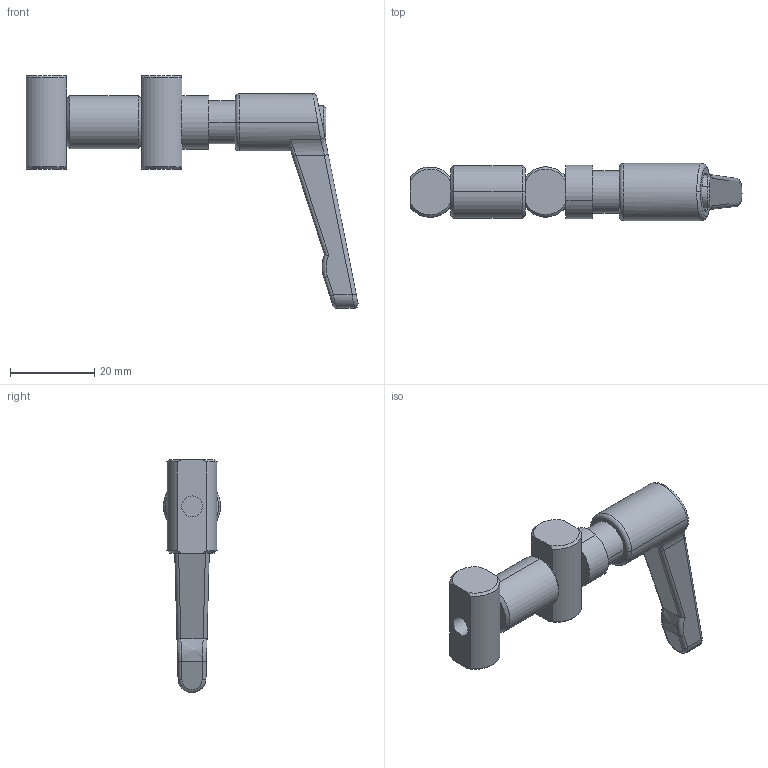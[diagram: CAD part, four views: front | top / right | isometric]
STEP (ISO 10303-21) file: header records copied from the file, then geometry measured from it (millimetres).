
FILE_DESCRIPTION(/* description */ ('Alibre Inc.'),/* implementation_level */ '2;1');
FILE_NAME(/* name */ 'export0',/* time_stamp */ '2015-05-18T12:39:55-07:00',/* author */ (''),/* organization */ (''),/* preprocessor_version */ 'ST-DEVELOPER v14',/* originating_system */ 'Alibre',/* authorisation */ '');
FILE_SCHEMA (('CONFIG_CONTROL_DESIGN'));
Length unit declared in the file: inch
Products named in the file (8): ID_1; ID_2; ID_3; ID_4; ID_5; ID_6; 64835K26
Bounding box: 78.97 x 13.62 x 55.37 mm (x, y, z)
Volume: 11571 mm3; surface area: 6926.5 mm2
Topology: 6 solids, 6 shells, 102 faces, 223 edges, 138 vertices
Faces by surface type: cylinder 35, plane 31, cone 21, bspline 13, torus 2
Full cylindrical faces by diameter (mm): 4.915 x1, 6.528 x1
Entity records: 4159 total; most frequent: CARTESIAN_POINT 1318, ORIENTED_EDGE 438, DIRECTION 390, EDGE_CURVE 219, AXIS2_PLACEMENT_3D 175, VERTEX_POINT 136, EDGE_LOOP 117, FACE_BOUND 117
